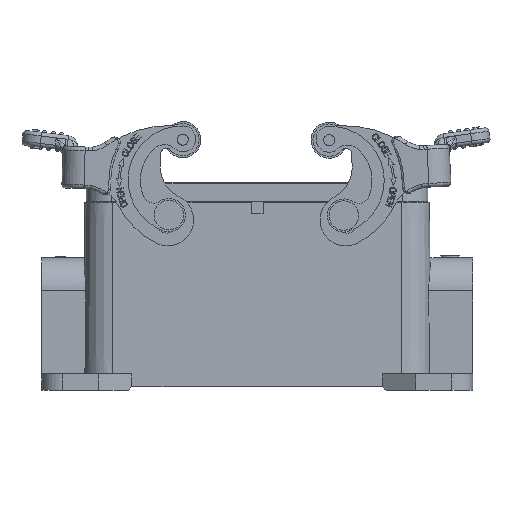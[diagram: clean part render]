
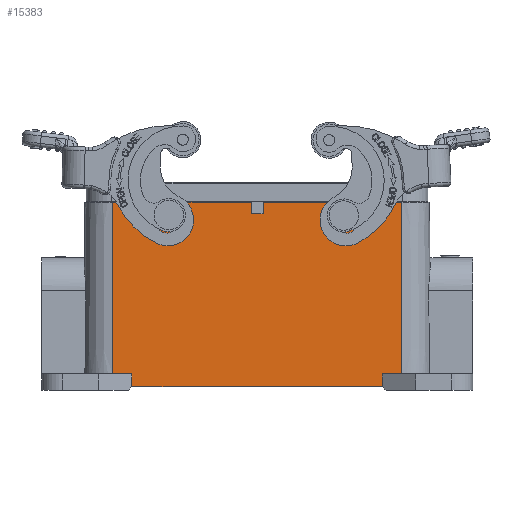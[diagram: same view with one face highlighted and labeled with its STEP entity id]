
A CAD part, front view. The second image highlights one B-rep face of the part: STEP entity #15383.
In plain terms, the highlighted planar face has unit normal (0, -1, 0.009).
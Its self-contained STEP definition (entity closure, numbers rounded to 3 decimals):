
#38=ELLIPSE('',#37919,1.5,1.5);
#39=ELLIPSE('',#37920,1.5,1.5);
#4052=LINE('',#65634,#6416);
#4053=LINE('',#65636,#6417);
#4065=LINE('',#65679,#6429);
#4070=LINE('',#65700,#6434);
#4077=LINE('',#65735,#6441);
#4106=LINE('',#65810,#6470);
#4109=LINE('',#65824,#6473);
#4116=LINE('',#65840,#6480);
#4250=LINE('',#66352,#6614);
#4263=LINE('',#66386,#6627);
#4265=LINE('',#66390,#6629);
#4266=LINE('',#66396,#6630);
#6416=VECTOR('',#45157,1.);
#6417=VECTOR('',#45160,1.);
#6429=VECTOR('',#45184,1.);
#6434=VECTOR('',#45195,1.);
#6441=VECTOR('',#45214,1.);
#6470=VECTOR('',#45287,1.);
#6473=VECTOR('',#45304,1.);
#6480=VECTOR('',#45315,1.);
#6614=VECTOR('',#45599,1.);
#6627=VECTOR('',#45634,1.);
#6629=VECTOR('',#45638,1.);
#6630=VECTOR('',#45645,1.);
#13693=PLANE('',#37921);
#15383=ADVANCED_FACE('',(#16293,#16294,#16295),#13693,.T.);
#16293=FACE_BOUND('',#18224,.T.);
#16294=FACE_BOUND('',#18225,.T.);
#16295=FACE_BOUND('',#18226,.T.);
#18224=EDGE_LOOP('',(#26778));
#18225=EDGE_LOOP('',(#26779));
#18226=EDGE_LOOP('',(#26780,#26781,#26782,#26783,#26784,#26785,#26786,#26787,
#26788,#26789,#26790,#26791));
#26778=ORIENTED_EDGE('',*,*,#34054,.T.);
#26779=ORIENTED_EDGE('',*,*,#34055,.T.);
#26780=ORIENTED_EDGE('',*,*,#34051,.T.);
#26781=ORIENTED_EDGE('',*,*,#34034,.T.);
#26782=ORIENTED_EDGE('',*,*,#33852,.F.);
#26783=ORIENTED_EDGE('',*,*,#33844,.T.);
#26784=ORIENTED_EDGE('',*,*,#33837,.F.);
#26785=ORIENTED_EDGE('',*,*,#34056,.T.);
#26786=ORIENTED_EDGE('',*,*,#33799,.F.);
#26787=ORIENTED_EDGE('',*,*,#33787,.T.);
#26788=ORIENTED_EDGE('',*,*,#33779,.T.);
#26789=ORIENTED_EDGE('',*,*,#33763,.T.);
#26790=ORIENTED_EDGE('',*,*,#33762,.F.);
#26791=ORIENTED_EDGE('',*,*,#34053,.F.);
#29544=VERTEX_POINT('',#65631);
#29545=VERTEX_POINT('',#65633);
#29546=VERTEX_POINT('',#65637);
#29559=VERTEX_POINT('',#65680);
#29564=VERTEX_POINT('',#65701);
#29574=VERTEX_POINT('',#65736);
#29595=VERTEX_POINT('',#65805);
#29597=VERTEX_POINT('',#65809);
#29602=VERTEX_POINT('',#65825);
#29609=VERTEX_POINT('',#65841);
#29729=VERTEX_POINT('',#66353);
#29739=VERTEX_POINT('',#66387);
#29740=VERTEX_POINT('',#66393);
#29741=VERTEX_POINT('',#66395);
#33762=EDGE_CURVE('',#29545,#29544,#4052,.T.);
#33763=EDGE_CURVE('',#29546,#29544,#4053,.T.);
#33779=EDGE_CURVE('',#29559,#29546,#4065,.T.);
#33787=EDGE_CURVE('',#29564,#29559,#4070,.T.);
#33799=EDGE_CURVE('',#29564,#29574,#4077,.T.);
#33837=EDGE_CURVE('',#29597,#29595,#4106,.T.);
#33844=EDGE_CURVE('',#29602,#29595,#4109,.T.);
#33852=EDGE_CURVE('',#29602,#29609,#4116,.T.);
#34034=EDGE_CURVE('',#29729,#29609,#4250,.T.);
#34051=EDGE_CURVE('',#29739,#29729,#4263,.T.);
#34053=EDGE_CURVE('',#29739,#29545,#4265,.T.);
#34054=EDGE_CURVE('',#29740,#29740,#38,.T.);
#34055=EDGE_CURVE('',#29741,#29741,#39,.T.);
#34056=EDGE_CURVE('',#29597,#29574,#4266,.T.);
#37919=AXIS2_PLACEMENT_3D('',#66392,#45641,#45642);
#37920=AXIS2_PLACEMENT_3D('',#66394,#45643,#45644);
#37921=AXIS2_PLACEMENT_3D('',#66397,#45646,#45647);
#45157=DIRECTION('',(1.,0.,0.));
#45160=DIRECTION('',(0.,-0.009,-1.));
#45184=DIRECTION('',(-1.,0.,0.));
#45195=DIRECTION('',(0.,0.009,1.));
#45214=DIRECTION('',(-1.,0.,0.));
#45287=DIRECTION('',(-1.,0.,0.));
#45304=DIRECTION('',(0.,-0.009,-1.));
#45315=DIRECTION('',(-1.,0.,0.));
#45599=DIRECTION('',(0.,-0.009,-1.));
#45634=DIRECTION('',(-1.,0.,0.));
#45638=DIRECTION('',(0.,-0.009,-1.));
#45641=DIRECTION('',(0.,1.,-0.009));
#45642=DIRECTION('',(0.,0.009,1.));
#45643=DIRECTION('',(0.,1.,-0.009));
#45644=DIRECTION('',(0.,0.009,1.));
#45645=DIRECTION('',(0.,0.009,1.));
#45646=DIRECTION('',(0.,-1.,0.009));
#45647=DIRECTION('',(-1.,0.,0.));
#65631=CARTESIAN_POINT('',(1.6,-21.526,21.5));
#65633=CARTESIAN_POINT('',(-1.6,-21.526,21.5));
#65634=CARTESIAN_POINT('',(-1.6,-21.526,21.5));
#65636=CARTESIAN_POINT('',(1.6,-21.5,24.5));
#65637=CARTESIAN_POINT('',(1.6,-21.5,24.5));
#65679=CARTESIAN_POINT('',(39.25,-21.5,24.5));
#65680=CARTESIAN_POINT('',(39.25,-21.5,24.5));
#65700=CARTESIAN_POINT('',(39.25,-21.906,-22.));
#65701=CARTESIAN_POINT('',(39.25,-21.906,-22.));
#65735=CARTESIAN_POINT('',(39.25,-21.906,-22.));
#65736=CARTESIAN_POINT('',(34.,-21.906,-22.));
#65805=CARTESIAN_POINT('',(-34.,-21.936,-25.5));
#65809=CARTESIAN_POINT('',(34.,-21.936,-25.5));
#65810=CARTESIAN_POINT('',(34.,-21.936,-25.5));
#65824=CARTESIAN_POINT('',(-34.,-21.906,-22.));
#65825=CARTESIAN_POINT('',(-34.,-21.906,-22.));
#65840=CARTESIAN_POINT('',(-34.,-21.906,-22.));
#65841=CARTESIAN_POINT('',(-39.25,-21.906,-22.));
#66352=CARTESIAN_POINT('',(-39.25,-21.5,24.5));
#66353=CARTESIAN_POINT('',(-39.25,-21.5,24.5));
#66386=CARTESIAN_POINT('',(-1.6,-21.5,24.5));
#66387=CARTESIAN_POINT('',(-1.6,-21.5,24.5));
#66390=CARTESIAN_POINT('',(-1.6,-21.5,24.5));
#66392=CARTESIAN_POINT('',(23.75,-21.531,21.));
#66393=CARTESIAN_POINT('',(23.75,-21.517,22.5));
#66394=CARTESIAN_POINT('',(-23.75,-21.531,21.));
#66395=CARTESIAN_POINT('',(-23.75,-21.517,22.5));
#66396=CARTESIAN_POINT('',(34.,-21.936,-25.5));
#66397=CARTESIAN_POINT('',(-41.628,-21.5,24.5));
